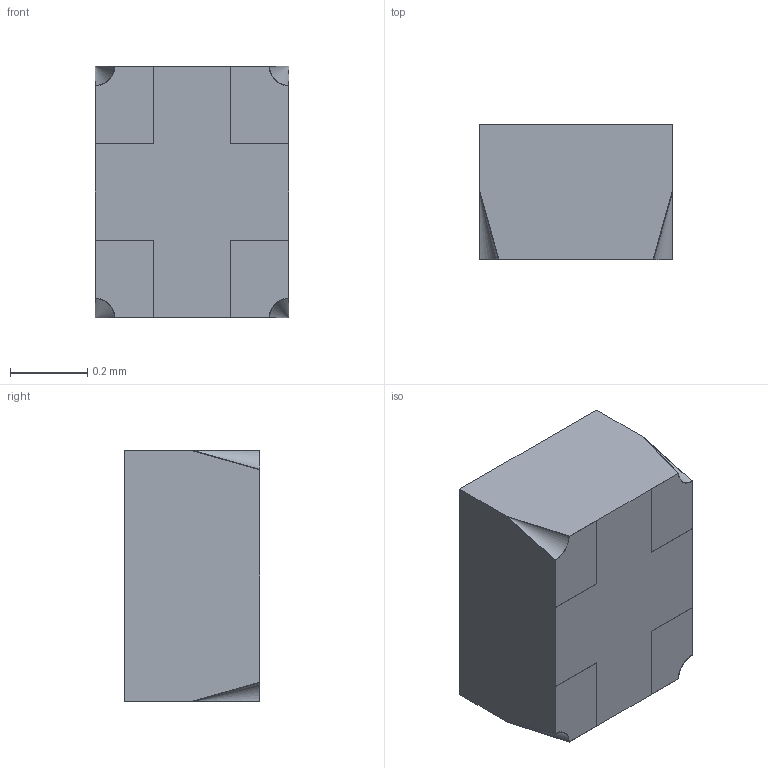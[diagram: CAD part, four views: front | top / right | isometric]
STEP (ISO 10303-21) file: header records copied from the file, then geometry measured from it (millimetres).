
FILE_DESCRIPTION (( 'STEP AP214' ), '1' );
FILE_NAME ('1.STEP', '2019-11-28T19:17:58', ( '' ), ( '' ), 'SwSTEP 2.0', 'SolidWorks 2017', '' );
FILE_SCHEMA (( 'AUTOMOTIVE_DESIGN' ));
Length unit declared in the file: millimetre
Products named in the file (1): 1
Bounding box: 0.5 x 0.35 x 0.65 mm (x, y, z)
Volume: 0.1 mm3; surface area: 1.7 mm2
Topology: 5 solids, 5 shells, 62 faces, 152 edges, 100 vertices
Faces by surface type: plane 46, bspline 16
Entity records: 2090 total; most frequent: CARTESIAN_POINT 715, ORIENTED_EDGE 304, DIRECTION 206, EDGE_CURVE 152, LINE 104, VECTOR 104, VERTEX_POINT 100, FACE_OUTER_BOUND 62
